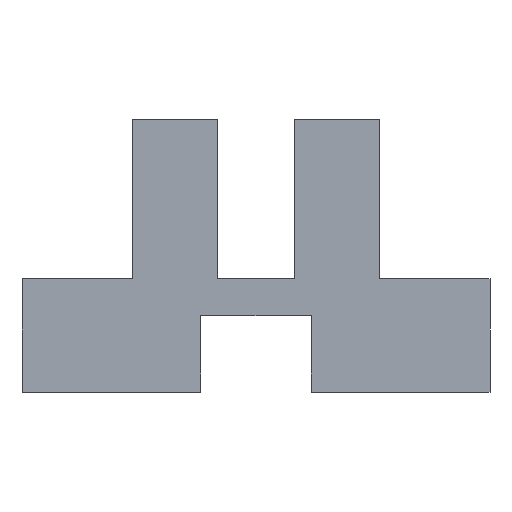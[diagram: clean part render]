
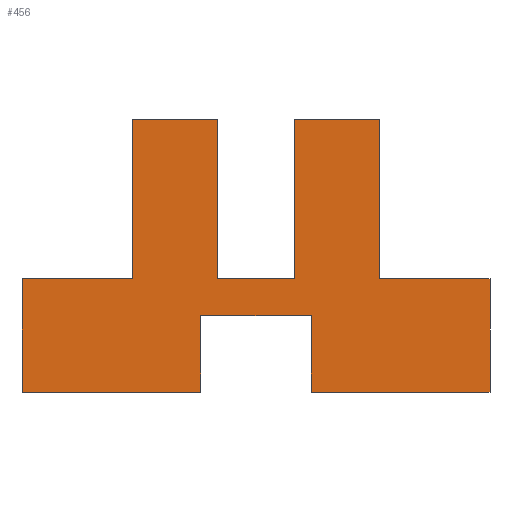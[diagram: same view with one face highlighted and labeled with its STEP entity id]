
A CAD part, left-side view. The second image highlights one B-rep face of the part: STEP entity #456.
In plain terms, the highlighted planar face has unit normal (-1, 0, 0).
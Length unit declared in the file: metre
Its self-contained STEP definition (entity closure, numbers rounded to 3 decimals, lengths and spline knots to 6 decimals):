
#18=LINE('',#652,#72);
#36=LINE('',#688,#90);
#37=LINE('',#690,#91);
#38=LINE('',#692,#92);
#39=LINE('',#694,#93);
#40=LINE('',#696,#94);
#41=LINE('',#698,#95);
#42=LINE('',#700,#96);
#43=LINE('',#702,#97);
#44=LINE('',#704,#98);
#45=LINE('',#706,#99);
#46=LINE('',#708,#100);
#47=LINE('',#710,#101);
#48=LINE('',#712,#102);
#49=LINE('',#714,#103);
#50=LINE('',#716,#104);
#72=VECTOR('',#531,1.);
#90=VECTOR('',#553,1.);
#91=VECTOR('',#554,1.);
#92=VECTOR('',#555,1.);
#93=VECTOR('',#556,1.);
#94=VECTOR('',#557,1.);
#95=VECTOR('',#558,1.);
#96=VECTOR('',#559,1.);
#97=VECTOR('',#560,1.);
#98=VECTOR('',#561,1.);
#99=VECTOR('',#562,1.);
#100=VECTOR('',#563,1.);
#101=VECTOR('',#564,1.);
#102=VECTOR('',#565,1.);
#103=VECTOR('',#566,1.);
#104=VECTOR('',#567,1.);
#146=ORIENTED_EDGE('',*,*,#269,.F.);
#147=ORIENTED_EDGE('',*,*,#270,.T.);
#148=ORIENTED_EDGE('',*,*,#271,.T.);
#149=ORIENTED_EDGE('',*,*,#272,.T.);
#150=ORIENTED_EDGE('',*,*,#273,.T.);
#151=ORIENTED_EDGE('',*,*,#274,.T.);
#152=ORIENTED_EDGE('',*,*,#275,.T.);
#153=ORIENTED_EDGE('',*,*,#276,.T.);
#154=ORIENTED_EDGE('',*,*,#277,.T.);
#155=ORIENTED_EDGE('',*,*,#278,.T.);
#156=ORIENTED_EDGE('',*,*,#279,.T.);
#157=ORIENTED_EDGE('',*,*,#280,.T.);
#158=ORIENTED_EDGE('',*,*,#281,.T.);
#159=ORIENTED_EDGE('',*,*,#282,.T.);
#160=ORIENTED_EDGE('',*,*,#283,.T.);
#161=ORIENTED_EDGE('',*,*,#251,.T.);
#251=EDGE_CURVE('',#314,#313,#18,.T.);
#269=EDGE_CURVE('',#330,#313,#36,.T.);
#270=EDGE_CURVE('',#330,#331,#37,.T.);
#271=EDGE_CURVE('',#331,#332,#38,.T.);
#272=EDGE_CURVE('',#332,#333,#39,.T.);
#273=EDGE_CURVE('',#333,#334,#40,.T.);
#274=EDGE_CURVE('',#334,#335,#41,.T.);
#275=EDGE_CURVE('',#335,#336,#42,.T.);
#276=EDGE_CURVE('',#336,#337,#43,.T.);
#277=EDGE_CURVE('',#337,#338,#44,.T.);
#278=EDGE_CURVE('',#338,#339,#45,.T.);
#279=EDGE_CURVE('',#339,#340,#46,.T.);
#280=EDGE_CURVE('',#340,#341,#47,.T.);
#281=EDGE_CURVE('',#341,#342,#48,.T.);
#282=EDGE_CURVE('',#342,#343,#49,.T.);
#283=EDGE_CURVE('',#343,#314,#50,.T.);
#313=VERTEX_POINT('',#651);
#314=VERTEX_POINT('',#653);
#330=VERTEX_POINT('',#689);
#331=VERTEX_POINT('',#691);
#332=VERTEX_POINT('',#693);
#333=VERTEX_POINT('',#695);
#334=VERTEX_POINT('',#697);
#335=VERTEX_POINT('',#699);
#336=VERTEX_POINT('',#701);
#337=VERTEX_POINT('',#703);
#338=VERTEX_POINT('',#705);
#339=VERTEX_POINT('',#707);
#340=VERTEX_POINT('',#709);
#341=VERTEX_POINT('',#711);
#342=VERTEX_POINT('',#713);
#343=VERTEX_POINT('',#715);
#365=EDGE_LOOP('',(#146,#147,#148,#149,#150,#151,#152,#153,#154,#155,#156,
#157,#158,#159,#160,#161));
#401=FACE_BOUND('',#365,.T.);
#436=PLANE('',#494);
#456=ADVANCED_FACE('',(#401),#436,.F.);
#494=AXIS2_PLACEMENT_3D('',#687,#551,#552);
#531=DIRECTION('',(0.,-1.,0.));
#551=DIRECTION('',(1.,0.,0.));
#552=DIRECTION('',(0.,1.,0.));
#553=DIRECTION('',(0.,0.,-1.));
#554=DIRECTION('',(0.,-1.,0.));
#555=DIRECTION('',(0.,0.,-1.));
#556=DIRECTION('',(0.,-1.,0.));
#557=DIRECTION('',(0.,0.,1.));
#558=DIRECTION('',(0.,1.,0.));
#559=DIRECTION('',(0.,0.,1.));
#560=DIRECTION('',(0.,1.,0.));
#561=DIRECTION('',(0.,0.,-1.));
#562=DIRECTION('',(0.,1.,0.));
#563=DIRECTION('',(0.,0.,1.));
#564=DIRECTION('',(0.,1.,0.));
#565=DIRECTION('',(0.,0.,-1.));
#566=DIRECTION('',(0.,1.,0.));
#567=DIRECTION('',(0.,0.,-1.));
#651=CARTESIAN_POINT('',(-0.008,0.0065,0.));
#652=CARTESIAN_POINT('',(-0.008,0.,0.));
#653=CARTESIAN_POINT('',(-0.008,0.0275,0.));
#687=CARTESIAN_POINT('',(-0.008,0.,0.016));
#688=CARTESIAN_POINT('',(-0.008,0.0065,0.016));
#689=CARTESIAN_POINT('',(-0.008,0.0065,0.009));
#690=CARTESIAN_POINT('',(-0.008,0.,0.009));
#691=CARTESIAN_POINT('',(-0.008,-0.0065,0.009));
#692=CARTESIAN_POINT('',(-0.008,-0.0065,0.016));
#693=CARTESIAN_POINT('',(-0.008,-0.0065,0.));
#694=CARTESIAN_POINT('',(-0.008,0.,0.));
#695=CARTESIAN_POINT('',(-0.008,-0.0275,0.));
#696=CARTESIAN_POINT('',(-0.008,-0.0275,0.006655));
#697=CARTESIAN_POINT('',(-0.008,-0.0275,0.013311));
#698=CARTESIAN_POINT('',(-0.008,-0.021,0.013311));
#699=CARTESIAN_POINT('',(-0.008,-0.0145,0.013311));
#700=CARTESIAN_POINT('',(-0.008,-0.0145,0.022655));
#701=CARTESIAN_POINT('',(-0.008,-0.0145,0.032));
#702=CARTESIAN_POINT('',(-0.008,-0.0095,0.032));
#703=CARTESIAN_POINT('',(-0.008,-0.0045,0.032));
#704=CARTESIAN_POINT('',(-0.008,-0.0045,0.022655));
#705=CARTESIAN_POINT('',(-0.008,-0.0045,0.013311));
#706=CARTESIAN_POINT('',(-0.008,0.,0.013311));
#707=CARTESIAN_POINT('',(-0.008,0.0045,0.013311));
#708=CARTESIAN_POINT('',(-0.008,0.0045,0.022655));
#709=CARTESIAN_POINT('',(-0.008,0.0045,0.032));
#710=CARTESIAN_POINT('',(-0.008,0.0095,0.032));
#711=CARTESIAN_POINT('',(-0.008,0.0145,0.032));
#712=CARTESIAN_POINT('',(-0.008,0.0145,0.022655));
#713=CARTESIAN_POINT('',(-0.008,0.0145,0.013311));
#714=CARTESIAN_POINT('',(-0.008,0.021,0.013311));
#715=CARTESIAN_POINT('',(-0.008,0.0275,0.013311));
#716=CARTESIAN_POINT('',(-0.008,0.0275,0.006655));
